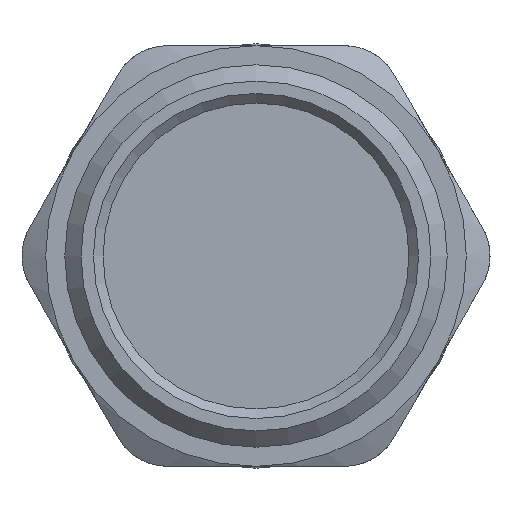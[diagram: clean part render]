
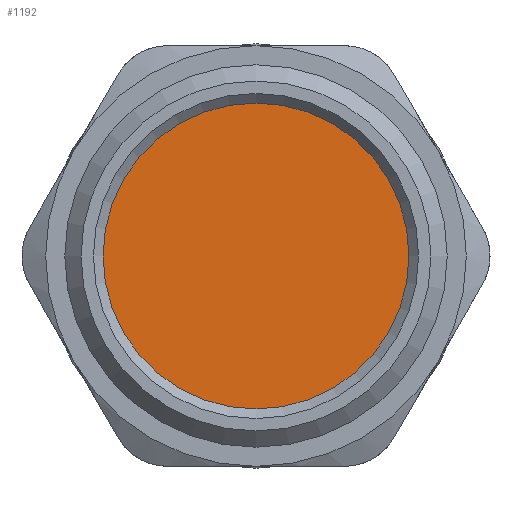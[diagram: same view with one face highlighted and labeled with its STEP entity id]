
A CAD part, front view. The second image highlights one B-rep face of the part: STEP entity #1192.
In plain terms, the highlighted planar face has unit normal (0, -1, 0).
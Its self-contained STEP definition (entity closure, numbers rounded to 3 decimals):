
#122=CIRCLE('',#1321,8.);
#161=FACE_OUTER_BOUND('',#237,.T.);
#237=EDGE_LOOP('',(#852));
#525=VERTEX_POINT('',#2052);
#652=EDGE_CURVE('',#525,#525,#122,.T.);
#852=ORIENTED_EDGE('',*,*,#652,.T.);
#1083=PLANE('',#1320);
#1192=ADVANCED_FACE('',(#161),#1083,.F.);
#1320=AXIS2_PLACEMENT_3D('',#2051,#1522,#1523);
#1321=AXIS2_PLACEMENT_3D('',#2053,#1524,#1525);
#1522=DIRECTION('center_axis',(0.,1.,0.));
#1523=DIRECTION('ref_axis',(0.,0.,1.));
#1524=DIRECTION('center_axis',(0.,-1.,0.));
#1525=DIRECTION('ref_axis',(-1.,0.,0.));
#2051=CARTESIAN_POINT('Origin',(-0.972,-2.273,0.));
#2052=CARTESIAN_POINT('',(7.028,-2.273,0.));
#2053=CARTESIAN_POINT('Origin',(-0.972,-2.273,0.));
